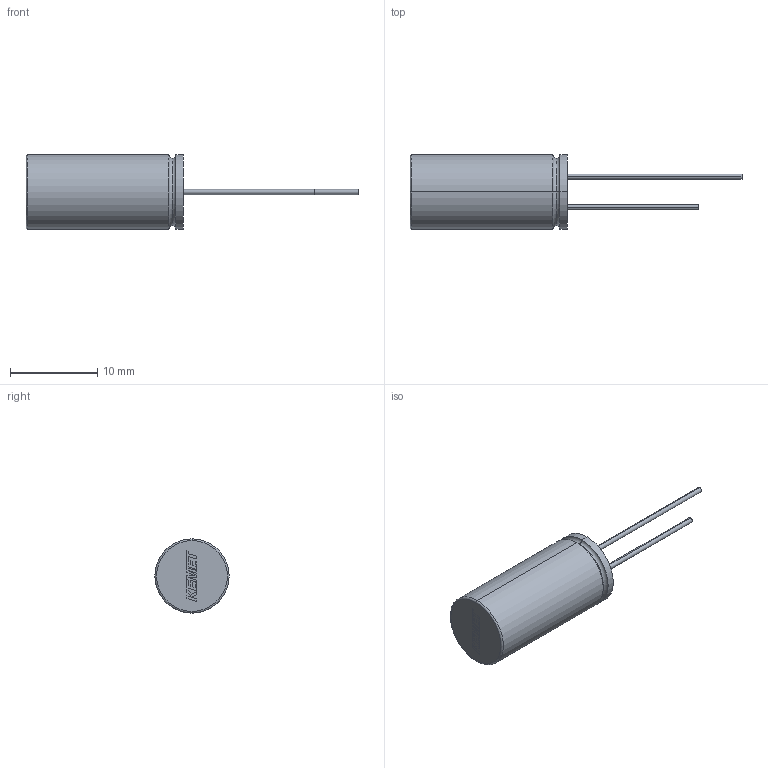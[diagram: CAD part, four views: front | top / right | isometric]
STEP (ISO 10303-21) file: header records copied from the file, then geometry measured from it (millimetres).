
FILE_DESCRIPTION (( 'STEP AP214' ), '1' );
FILE_NAME ('CAR_KLP_8X16_D8.5L18S3.5F0.6.STEP', '2020-06-11T19:16:40', ( '' ), ( '' ), 'SwSTEP 2.0', 'SolidWorks 2014', '' );
FILE_SCHEMA (( 'AUTOMOTIVE_DESIGN' ));
Length unit declared in the file: millimetre
Products named in the file (1): CAR_KLP_8X16_D8.5L18S3.5F0.6
Bounding box: 38.01 x 8.5 x 8.5 mm (x, y, z)
Volume: 1024.8 mm3; surface area: 675.8 mm2
Topology: 4 solids, 4 shells, 75 faces, 187 edges, 122 vertices
Faces by surface type: plane 61, cylinder 8, torus 6
Entity records: 3089 total; most frequent: CARTESIAN_POINT 385, ORIENTED_EDGE 374, DIRECTION 365, EDGE_CURVE 187, LINE 161, VECTOR 161, VERTEX_POINT 122, AXIS2_PLACEMENT_3D 102
